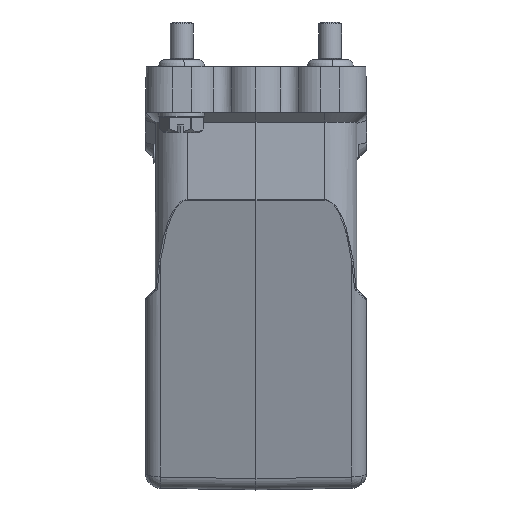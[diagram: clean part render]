
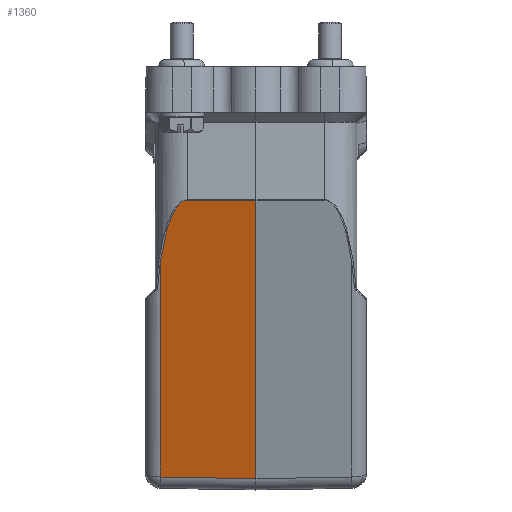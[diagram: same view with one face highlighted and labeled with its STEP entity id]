
A CAD part, left-side view. The second image highlights one B-rep face of the part: STEP entity #1360.
In plain terms, the highlighted planar face has unit normal (-0.966, 0.018, -0.259).
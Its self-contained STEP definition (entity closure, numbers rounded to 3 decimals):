
#814=FACE_OUTER_BOUND('',#2269,.T.);
#1360=ADVANCED_FACE('NONE',(#814),#1794,.F.);
#1794=PLANE('',#9695);
#2269=EDGE_LOOP('',(#4186,#4187,#4188,#4189,#4190));
#2913=B_SPLINE_CURVE_WITH_KNOTS('',3,(#15064,#15065,#15066,#15067,#15068,
#15069,#15070,#15071,#15072,#15073,#15074,#15075,#15076,#15077,#15078,#15079,
#15080,#15081,#15082,#15083),.UNSPECIFIED.,.F.,.F.,(4,2,2,2,2,2,2,2,2,4),
(0.,0.25,0.5,0.625,0.75,0.813,0.875,0.938,0.969,1.),.UNSPECIFIED.);
#4186=ORIENTED_EDGE('',*,*,#7433,.F.);
#4187=ORIENTED_EDGE('',*,*,#7434,.T.);
#4188=ORIENTED_EDGE('',*,*,#7323,.F.);
#4189=ORIENTED_EDGE('',*,*,#7322,.F.);
#4190=ORIENTED_EDGE('',*,*,#7328,.F.);
#6215=VERTEX_POINT('',#13757);
#6310=VERTEX_POINT('',#15063);
#6311=VERTEX_POINT('',#15169);
#6314=VERTEX_POINT('',#15203);
#6382=VERTEX_POINT('',#15942);
#7322=EDGE_CURVE('NONE',#6215,#6310,#2913,.T.);
#7323=EDGE_CURVE('NONE',#6310,#6311,#8381,.T.);
#7328=EDGE_CURVE('NONE',#6314,#6215,#8383,.T.);
#7433=EDGE_CURVE('NONE',#6382,#6314,#8431,.T.);
#7434=EDGE_CURVE('NONE',#6382,#6311,#8432,.T.);
#8381=LINE('',#15168,#8997);
#8383=LINE('',#15204,#8999);
#8431=LINE('',#15941,#9047);
#8432=LINE('',#15943,#9048);
#8997=VECTOR('',#10782,1.);
#8999=VECTOR('',#10788,1.);
#9047=VECTOR('',#10940,1.);
#9048=VECTOR('',#10941,1.);
#9695=AXIS2_PLACEMENT_3D('',#15944,#10942,#10943);
#10782=DIRECTION('',(-0.017,-1.,-0.002));
#10788=DIRECTION('',(-0.259,0.,0.966));
#10940=DIRECTION('',(0.013,1.,0.017));
#10941=DIRECTION('',(-0.259,0.,0.966));
#10942=DIRECTION('',(0.966,-0.017,0.259));
#10943=DIRECTION('',(0.259,0.,-0.966));
#13757=CARTESIAN_POINT('',(-70.235,25.07,-13.123));
#15063=CARTESIAN_POINT('',(-74.668,18.048,2.946));
#15064=CARTESIAN_POINT('',(-70.235,25.07,-13.123));
#15065=CARTESIAN_POINT('',(-70.646,24.866,-11.606));
#15066=CARTESIAN_POINT('',(-71.055,24.619,-10.094));
#15067=CARTESIAN_POINT('',(-71.87,24.009,-7.093));
#15068=CARTESIAN_POINT('',(-72.276,23.647,-5.603));
#15069=CARTESIAN_POINT('',(-72.876,22.965,-3.41));
#15070=CARTESIAN_POINT('',(-73.075,22.714,-2.686));
#15071=CARTESIAN_POINT('',(-73.466,22.142,-1.264));
#15072=CARTESIAN_POINT('',(-73.659,21.823,-0.565));
#15073=CARTESIAN_POINT('',(-73.938,21.258,0.437));
#15074=CARTESIAN_POINT('',(-74.029,21.054,0.763));
#15075=CARTESIAN_POINT('',(-74.204,20.607,1.388));
#15076=CARTESIAN_POINT('',(-74.289,20.363,1.687));
#15077=CARTESIAN_POINT('',(-74.444,19.815,2.229));
#15078=CARTESIAN_POINT('',(-74.515,19.511,2.474));
#15079=CARTESIAN_POINT('',(-74.597,18.996,2.744));
#15080=CARTESIAN_POINT('',(-74.62,18.814,2.818));
#15081=CARTESIAN_POINT('',(-74.654,18.439,2.92));
#15082=CARTESIAN_POINT('',(-74.665,18.244,2.946));
#15083=CARTESIAN_POINT('',(-74.668,18.048,2.946));
#15168=CARTESIAN_POINT('',(-74.668,18.048,2.946));
#15169=CARTESIAN_POINT('',(-74.983,0.,2.904));
#15203=CARTESIAN_POINT('',(-55.094,25.07,-69.63));
#15204=CARTESIAN_POINT('',(-54.213,25.07,-72.919));
#15941=CARTESIAN_POINT('',(-55.434,-0.308,-70.073));
#15942=CARTESIAN_POINT('',(-55.43,0.,-70.068));
#15943=CARTESIAN_POINT('',(-54.636,0.,-73.032));
#15944=CARTESIAN_POINT('',(-54.636,0.,-73.032));
